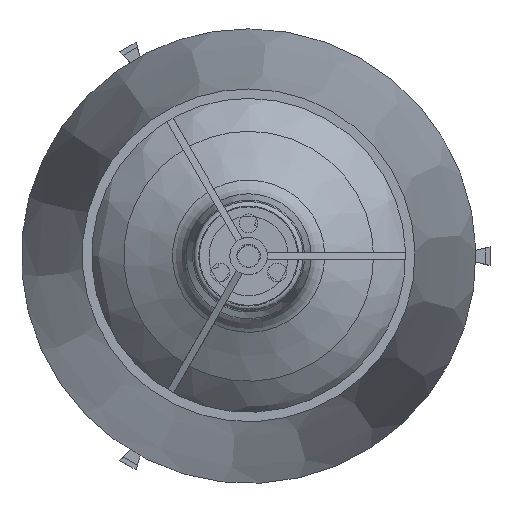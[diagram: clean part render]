
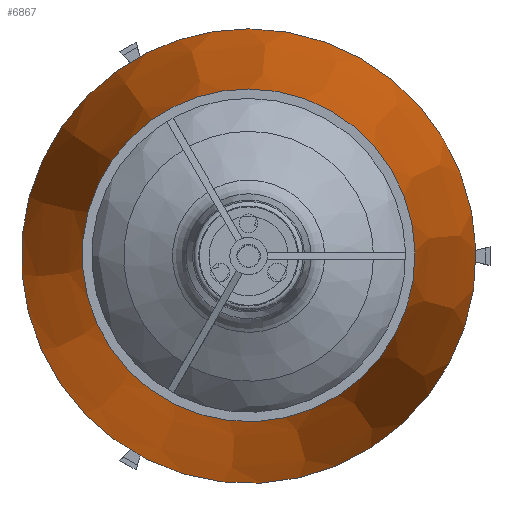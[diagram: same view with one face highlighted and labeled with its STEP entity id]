
A CAD part, top view. The second image highlights one B-rep face of the part: STEP entity #6867.
In plain terms, the highlighted conical face has half-angle 7.595 degrees and reference radius 73.6 mm.
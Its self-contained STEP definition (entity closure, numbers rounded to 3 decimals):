
#290=CONICAL_SURFACE('',#7869,73.6,0.133);
#904=FACE_OUTER_BOUND('',#1341,.T.);
#1341=EDGE_LOOP('',(#6397,#6398,#6399,#6400,#6401,#6402));
#1834=LINE('',#12980,#2327);
#2327=VECTOR('',#9948,73.6);
#2752=CIRCLE('',#7859,71.);
#2753=CIRCLE('',#7860,71.);
#2758=CIRCLE('',#7867,97.);
#2759=CIRCLE('',#7868,97.);
#3440=VERTEX_POINT('',#12960);
#3441=VERTEX_POINT('',#12961);
#3446=VERTEX_POINT('',#12975);
#3447=VERTEX_POINT('',#12976);
#4423=EDGE_CURVE('',#3440,#3441,#2752,.T.);
#4424=EDGE_CURVE('',#3441,#3440,#2753,.T.);
#4430=EDGE_CURVE('',#3446,#3447,#2758,.T.);
#4431=EDGE_CURVE('',#3447,#3446,#2759,.T.);
#4432=EDGE_CURVE('',#3441,#3447,#1834,.T.);
#6397=ORIENTED_EDGE('',*,*,#4423,.F.);
#6398=ORIENTED_EDGE('',*,*,#4424,.F.);
#6399=ORIENTED_EDGE('',*,*,#4432,.T.);
#6400=ORIENTED_EDGE('',*,*,#4431,.T.);
#6401=ORIENTED_EDGE('',*,*,#4430,.T.);
#6402=ORIENTED_EDGE('',*,*,#4432,.F.);
#6867=ADVANCED_FACE('',(#904),#290,.T.);
#7859=AXIS2_PLACEMENT_3D('',#12962,#9925,#9926);
#7860=AXIS2_PLACEMENT_3D('',#12963,#9927,#9928);
#7867=AXIS2_PLACEMENT_3D('',#12977,#9942,#9943);
#7868=AXIS2_PLACEMENT_3D('',#12978,#9944,#9945);
#7869=AXIS2_PLACEMENT_3D('',#12979,#9946,#9947);
#9925=DIRECTION('center_axis',(0.,0.,1.));
#9926=DIRECTION('ref_axis',(0.,1.,0.));
#9927=DIRECTION('center_axis',(0.,0.,1.));
#9928=DIRECTION('ref_axis',(0.,1.,0.));
#9942=DIRECTION('center_axis',(0.,0.,1.));
#9943=DIRECTION('ref_axis',(0.,1.,0.));
#9944=DIRECTION('center_axis',(0.,0.,1.));
#9945=DIRECTION('ref_axis',(0.,1.,0.));
#9946=DIRECTION('center_axis',(0.,0.,
-1.));
#9947=DIRECTION('ref_axis',(-0.581,0.814,0.));
#9948=DIRECTION('',(0.077,-0.108,-0.991));
#12960=CARTESIAN_POINT('',(0.,-71.,195.));
#12961=CARTESIAN_POINT('',(41.259,-57.782,195.));
#12962=CARTESIAN_POINT('Origin',(0.,0.,195.));
#12963=CARTESIAN_POINT('Origin',(0.,0.,195.));
#12975=CARTESIAN_POINT('',(0.,-97.,0.));
#12976=CARTESIAN_POINT('',(56.368,-78.941,0.));
#12977=CARTESIAN_POINT('Origin',(0.,0.,0.));
#12978=CARTESIAN_POINT('Origin',(0.,0.,0.));
#12979=CARTESIAN_POINT('Origin',(0.,0.,175.5));
#12980=CARTESIAN_POINT('',(42.77,-59.898,175.5));
